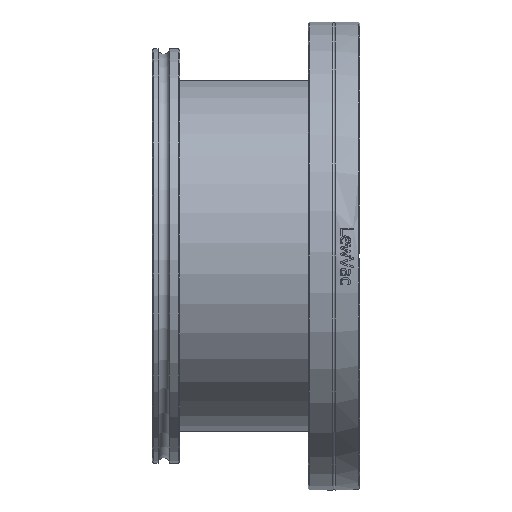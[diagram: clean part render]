
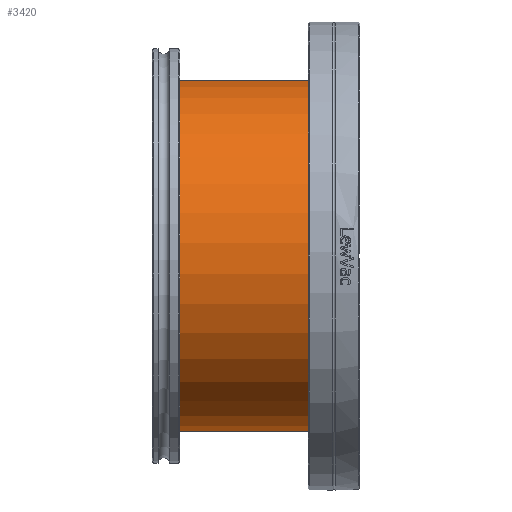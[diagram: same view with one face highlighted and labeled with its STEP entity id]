
A CAD part, left-side view. The second image highlights one B-rep face of the part: STEP entity #3420.
In plain terms, the highlighted cylindrical face has radius 76.2 mm (diameter 152.4 mm), a full revolution.
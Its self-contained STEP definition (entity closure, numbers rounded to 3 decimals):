
#275=CYLINDRICAL_SURFACE('',#3817,76.2);
#560=FACE_OUTER_BOUND('',#803,.T.);
#803=EDGE_LOOP('',(#3181,#3182,#3183,#3184));
#985=LINE('',#18743,#1163);
#1163=VECTOR('',#4636,76.2);
#1344=CIRCLE('',#3818,76.2);
#1345=CIRCLE('',#3819,76.2);
#1678=VERTEX_POINT('',#18740);
#1679=VERTEX_POINT('',#18742);
#2180=EDGE_CURVE('',#1678,#1678,#1344,.T.);
#2181=EDGE_CURVE('',#1678,#1679,#985,.T.);
#2182=EDGE_CURVE('',#1679,#1679,#1345,.T.);
#3181=ORIENTED_EDGE('',*,*,#2180,.F.);
#3182=ORIENTED_EDGE('',*,*,#2181,.T.);
#3183=ORIENTED_EDGE('',*,*,#2182,.F.);
#3184=ORIENTED_EDGE('',*,*,#2181,.F.);
#3420=ADVANCED_FACE('',(#560),#275,.T.);
#3817=AXIS2_PLACEMENT_3D('',#18739,#4632,#4633);
#3818=AXIS2_PLACEMENT_3D('',#18741,#4634,#4635);
#3819=AXIS2_PLACEMENT_3D('',#18744,#4637,#4638);
#4632=DIRECTION('center_axis',(0.,0.,1.));
#4633=DIRECTION('ref_axis',(-1.,0.,0.));
#4634=DIRECTION('center_axis',(0.,0.,1.));
#4635=DIRECTION('ref_axis',(-1.,0.,0.));
#4636=DIRECTION('',(0.,0.,-1.));
#4637=DIRECTION('center_axis',(0.,0.,-1.));
#4638=DIRECTION('ref_axis',(-1.,0.,0.));
#18739=CARTESIAN_POINT('Origin',(0.,0.,0.));
#18740=CARTESIAN_POINT('',(76.2,0.,71.3));
#18741=CARTESIAN_POINT('Origin',(0.,0.,71.3));
#18742=CARTESIAN_POINT('',(76.2,0.,0.));
#18743=CARTESIAN_POINT('',(76.2,0.,0.));
#18744=CARTESIAN_POINT('Origin',(0.,0.,0.));
